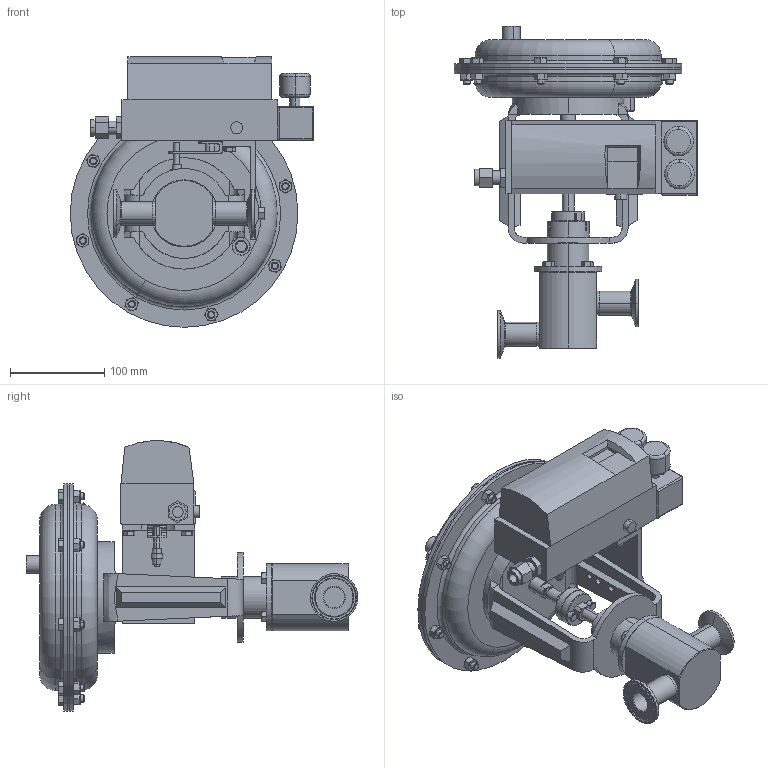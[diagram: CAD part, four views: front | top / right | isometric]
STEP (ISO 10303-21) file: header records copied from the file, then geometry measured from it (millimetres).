
FILE_DESCRIPTION (( 'STEP AP203' ), '1' );
FILE_NAME ('978ENSP-100-JD-35M-16IQ.STEP', '2017-06-12T19:59:44', ( '' ), ( '' ), 'SwSTEP 2.0', 'SolidWorks 2014', '' );
FILE_SCHEMA (( 'CONFIG_CONTROL_DESIGN' ));
Length unit declared in the file: inch
Products named in the file (2): 978ENSP-100-JD-35M-16IQ
Bounding box: 258.03 x 351.76 x 286.74 mm (x, y, z)
Volume: 4077227.8 mm3; surface area: 384099.8 mm2
Topology: 2 solids, 2 shells, 873 faces, 2026 edges, 1245 vertices
Faces by surface type: plane 378, cone 262, cylinder 191, torus 36, bspline 4, sphere 2
Entity records: 26463 total; most frequent: CARTESIAN_POINT 6792, DIRECTION 4052, ORIENTED_EDGE 4044, EDGE_CURVE 2022, AXIS2_PLACEMENT_3D 1597, VERTEX_POINT 1245, EDGE_LOOP 979, FACE_OUTER_BOUND 873
